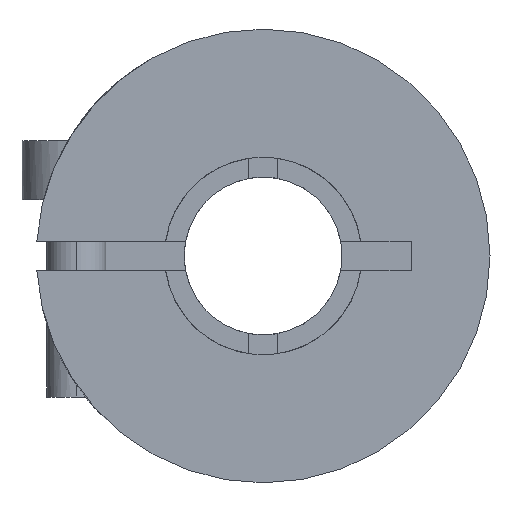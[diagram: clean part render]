
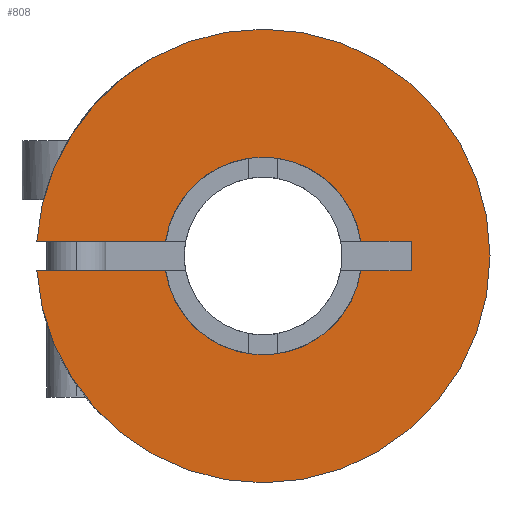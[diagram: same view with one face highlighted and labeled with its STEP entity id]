
A CAD part, left-side view. The second image highlights one B-rep face of the part: STEP entity #808.
In plain terms, the highlighted planar face has unit normal (-1, 0, 0).
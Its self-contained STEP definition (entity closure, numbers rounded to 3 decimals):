
#11 = LINE ( 'NONE', #1184, #443 ) ;
#29 = CARTESIAN_POINT ( 'NONE',  ( 0., -7.5, 0.75 ) ) ;
#49 = VECTOR ( 'NONE', #827, 1000. ) ;
#60 = CIRCLE ( 'NONE', #1515, 5.01 ) ;
#81 = CIRCLE ( 'NONE', #1610, 11.5 ) ;
#101 = DIRECTION ( 'NONE',  ( 0., 0., -1. ) ) ;
#115 = CARTESIAN_POINT ( 'NONE',  ( 0., 4., 0. ) ) ;
#118 = AXIS2_PLACEMENT_3D ( 'NONE', #548, #1717, #719 ) ;
#138 = CARTESIAN_POINT ( 'NONE',  ( 0., 0., -0.75 ) ) ;
#140 = CARTESIAN_POINT ( 'NONE',  ( 0., 0., 0. ) ) ;
#151 = CARTESIAN_POINT ( 'NONE',  ( 0., 0., 0.75 ) ) ;
#199 = CARTESIAN_POINT ( 'NONE',  ( 0., 0., 0. ) ) ;
#276 = DIRECTION ( 'NONE',  ( -1., 0., 0. ) ) ;
#304 = DIRECTION ( 'NONE',  ( 0., 0., -1. ) ) ;
#309 = CIRCLE ( 'NONE', #578, 5.01 ) ;
#322 = CIRCLE ( 'NONE', #664, 11.5 ) ;
#352 = CARTESIAN_POINT ( 'NONE',  ( 0., 0., -11.5 ) ) ;
#366 = DIRECTION ( 'NONE',  ( 0., 0., 1. ) ) ;
#381 = FACE_OUTER_BOUND ( 'NONE', #1030, .T. ) ;
#389 = VECTOR ( 'NONE', #725, 1000. ) ;
#390 = LINE ( 'NONE', #1727, #389 ) ;
#398 = LINE ( 'NONE', #2059, #399 ) ;
#399 = VECTOR ( 'NONE', #101, 1000. ) ;
#417 = CIRCLE ( 'NONE', #118, 11.5 ) ;
#435 = PLANE ( 'NONE',  #1813 ) ;
#443 = VECTOR ( 'NONE', #1348, 1000. ) ;
#462 = DIRECTION ( 'NONE',  ( -1., 0., 0. ) ) ;
#512 = EDGE_CURVE ( 'NONE', #1888, #1428, #514, .T. ) ;
#514 = CIRCLE ( 'NONE', #1520, 5.01 ) ;
#548 = CARTESIAN_POINT ( 'NONE',  ( 0., 0., 0. ) ) ;
#578 = AXIS2_PLACEMENT_3D ( 'NONE', #831, #1973, #1006 ) ;
#604 = DIRECTION ( 'NONE',  ( 1., 0., 0. ) ) ;
#641 = DIRECTION ( 'NONE',  ( 0., 1., 0. ) ) ;
#664 = AXIS2_PLACEMENT_3D ( 'NONE', #1601, #604, #1771 ) ;
#665 = VECTOR ( 'NONE', #641, 1000. ) ;
#685 = EDGE_CURVE ( 'NONE', #1393, #1572, #417, .T. ) ;
#696 = CARTESIAN_POINT ( 'NONE',  ( 0., 11.476, 0.75 ) ) ;
#719 = DIRECTION ( 'NONE',  ( 0., 0., -1. ) ) ;
#725 = DIRECTION ( 'NONE',  ( 0., 1., 0. ) ) ;
#774 = EDGE_CURVE ( 'NONE', #1536, #1776, #390, .T. ) ;
#784 = EDGE_CURVE ( 'NONE', #860, #1381, #398, .T. ) ;
#808 = ADVANCED_FACE ( 'NONE', ( #381 ), #435, .T. ) ;
#827 = DIRECTION ( 'NONE',  ( 0., 1., 0. ) ) ;
#831 = CARTESIAN_POINT ( 'NONE',  ( 0., 0., 0. ) ) ;
#860 = VERTEX_POINT ( 'NONE', #29 ) ;
#864 = CARTESIAN_POINT ( 'NONE',  ( 0., -7.5, -0.75 ) ) ;
#868 = CARTESIAN_POINT ( 'NONE',  ( 0., 4.954, -0.75 ) ) ;
#874 = VERTEX_POINT ( 'NONE', #696 ) ;
#901 = LINE ( 'NONE', #151, #49 ) ;
#948 = EDGE_CURVE ( 'NONE', #1572, #1776, #322, .T. ) ;
#954 = ORIENTED_EDGE ( 'NONE', *, *, #1618, .F. ) ;
#957 = CARTESIAN_POINT ( 'NONE',  ( 0., -4.954, -0.75 ) ) ;
#997 = VERTEX_POINT ( 'NONE', #957 ) ;
#1006 = DIRECTION ( 'NONE',  ( 0., 0., 1. ) ) ;
#1029 = CARTESIAN_POINT ( 'NONE',  ( 0., 0., 5.01 ) ) ;
#1030 = EDGE_LOOP ( 'NONE', ( #1641, #1912, #1401, #1722, #954, #1432, #1107, #1066, #2027, #2086, #1757 ) ) ;
#1066 = ORIENTED_EDGE ( 'NONE', *, *, #512, .F. ) ;
#1088 = VERTEX_POINT ( 'NONE', #1502 ) ;
#1107 = ORIENTED_EDGE ( 'NONE', *, *, #1599, .F. ) ;
#1109 = LINE ( 'NONE', #138, #665 ) ;
#1184 = CARTESIAN_POINT ( 'NONE',  ( 0., 0., 0.75 ) ) ;
#1207 = CARTESIAN_POINT ( 'NONE',  ( 0., 11.476, -0.75 ) ) ;
#1316 = DIRECTION ( 'NONE',  ( 1., 0., 0. ) ) ;
#1348 = DIRECTION ( 'NONE',  ( 0., 1., 0. ) ) ;
#1381 = VERTEX_POINT ( 'NONE', #864 ) ;
#1383 = DIRECTION ( 'NONE',  ( -1., 0., 0. ) ) ;
#1393 = VERTEX_POINT ( 'NONE', #1994 ) ;
#1401 = ORIENTED_EDGE ( 'NONE', *, *, #948, .F. ) ;
#1428 = VERTEX_POINT ( 'NONE', #1029 ) ;
#1432 = ORIENTED_EDGE ( 'NONE', *, *, #1886, .F. ) ;
#1456 = DIRECTION ( 'NONE',  ( 0., 0., 1. ) ) ;
#1472 = CARTESIAN_POINT ( 'NONE',  ( 0., 0., 0. ) ) ;
#1502 = CARTESIAN_POINT ( 'NONE',  ( 0., 4.954, 0.75 ) ) ;
#1515 = AXIS2_PLACEMENT_3D ( 'NONE', #199, #1383, #366 ) ;
#1520 = AXIS2_PLACEMENT_3D ( 'NONE', #1472, #462, #1628 ) ;
#1536 = VERTEX_POINT ( 'NONE', #868 ) ;
#1572 = VERTEX_POINT ( 'NONE', #352 ) ;
#1599 = EDGE_CURVE ( 'NONE', #1428, #1088, #60, .T. ) ;
#1601 = CARTESIAN_POINT ( 'NONE',  ( 0., 0., 0. ) ) ;
#1610 = AXIS2_PLACEMENT_3D ( 'NONE', #140, #1316, #304 ) ;
#1618 = EDGE_CURVE ( 'NONE', #874, #1393, #81, .T. ) ;
#1628 = DIRECTION ( 'NONE',  ( 0., 0., 1. ) ) ;
#1641 = ORIENTED_EDGE ( 'NONE', *, *, #2031, .F. ) ;
#1717 = DIRECTION ( 'NONE',  ( 1., 0., 0. ) ) ;
#1722 = ORIENTED_EDGE ( 'NONE', *, *, #685, .F. ) ;
#1727 = CARTESIAN_POINT ( 'NONE',  ( 0., 0., -0.75 ) ) ;
#1757 = ORIENTED_EDGE ( 'NONE', *, *, #1997, .T. ) ;
#1771 = DIRECTION ( 'NONE',  ( 0., 0., -1. ) ) ;
#1776 = VERTEX_POINT ( 'NONE', #1207 ) ;
#1813 = AXIS2_PLACEMENT_3D ( 'NONE', #115, #276, #1456 ) ;
#1823 = EDGE_CURVE ( 'NONE', #860, #1888, #901, .T. ) ;
#1830 = CARTESIAN_POINT ( 'NONE',  ( 0., -4.954, 0.75 ) ) ;
#1886 = EDGE_CURVE ( 'NONE', #1088, #874, #11, .T. ) ;
#1888 = VERTEX_POINT ( 'NONE', #1830 ) ;
#1912 = ORIENTED_EDGE ( 'NONE', *, *, #774, .T. ) ;
#1973 = DIRECTION ( 'NONE',  ( -1., 0., 0. ) ) ;
#1994 = CARTESIAN_POINT ( 'NONE',  ( 0., 0., 11.5 ) ) ;
#1997 = EDGE_CURVE ( 'NONE', #1381, #997, #1109, .T. ) ;
#2027 = ORIENTED_EDGE ( 'NONE', *, *, #1823, .F. ) ;
#2031 = EDGE_CURVE ( 'NONE', #1536, #997, #309, .T. ) ;
#2059 = CARTESIAN_POINT ( 'NONE',  ( 0., -7.5, 0.75 ) ) ;
#2086 = ORIENTED_EDGE ( 'NONE', *, *, #784, .T. ) ;
